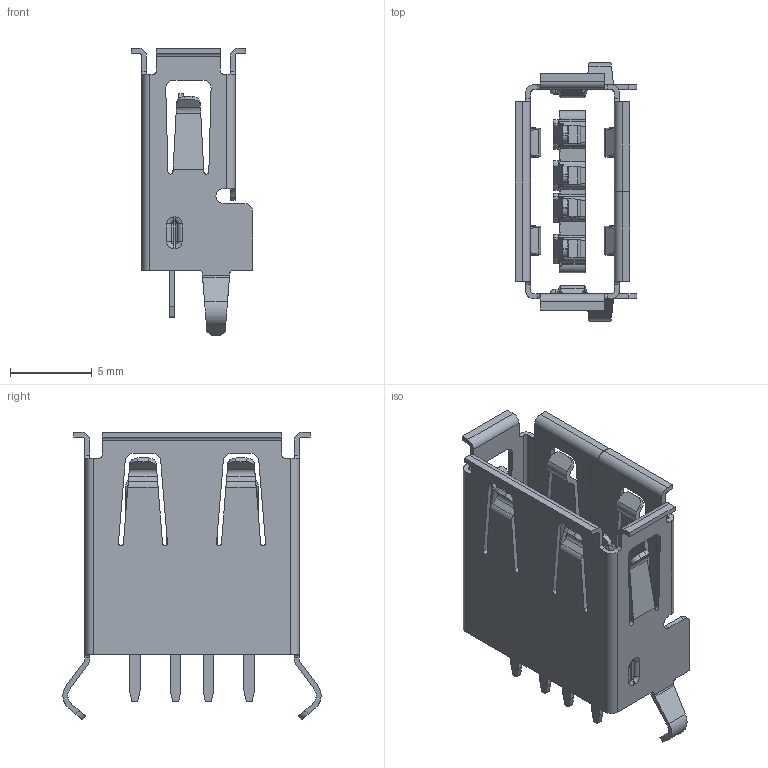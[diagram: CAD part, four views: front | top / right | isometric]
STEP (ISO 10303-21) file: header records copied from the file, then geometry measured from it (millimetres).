
FILE_DESCRIPTION(('FreeCAD Model'),'2;1');
FILE_NAME('Fusion.step', '2018-03-09T10:24:40',('kicad StepUp'),('ksu MCAD'), 'Open CASCADE STEP processor 6.8','FreeCAD','Unknown');
FILE_SCHEMA(('AUTOMOTIVE_DESIGN_CC2 { 1 2 10303 214 -1 1 5 4 }'));
Length unit declared in the file: millimetre
Products named in the file (1): Fusion
Bounding box: 7.44 x 15.8 x 17.6 mm (x, y, z)
Volume: 176.2 mm3; surface area: 1178.4 mm2
Topology: 6 solids, 6 shells, 568 faces, 1646 edges, 1086 vertices
Faces by surface type: plane 324, cylinder 220, sphere 16, torus 8
Entity records: 18804 total; most frequent: CARTESIAN_POINT 3341, ORIENTED_EDGE 3276, DIRECTION 3250, EDGE_CURVE 1638, LINE 1132, VECTOR 1132, VERTEX_POINT 1086, AXIS2_PLACEMENT_3D 1059
